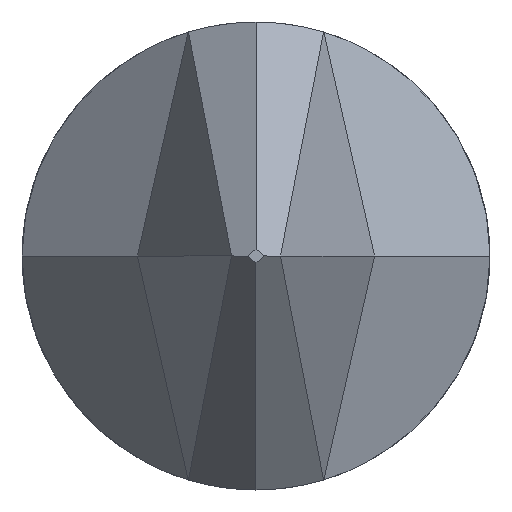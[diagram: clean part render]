
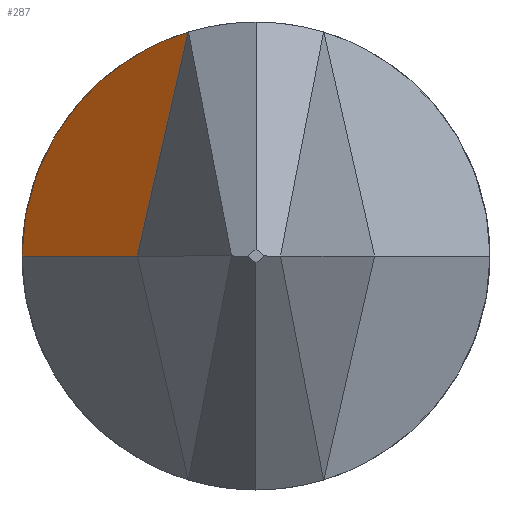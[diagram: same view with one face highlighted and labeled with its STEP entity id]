
A CAD part, left-side view. The second image highlights one B-rep face of the part: STEP entity #287.
In plain terms, the highlighted planar face has unit normal (-0.683, 0.683, 0.259).
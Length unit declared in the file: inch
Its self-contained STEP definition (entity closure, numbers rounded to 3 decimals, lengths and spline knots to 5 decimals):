
#24 = EDGE_CURVE ( 'NONE', #1714, #1099, #690, .T. ) ;
#129 = AXIS2_PLACEMENT_3D ( 'NONE', #1425, #1508, #1509 ) ;
#183 = CARTESIAN_POINT ( 'NONE',  ( -0.278, 0.01575, 0. ) ) ;
#194 = EDGE_CURVE ( 'NONE', #1099, #1394, #1446, .T. ) ;
#262 = CARTESIAN_POINT ( 'NONE',  ( -0.25726, 0.0311, 0.01423 ) ) ;
#287 = ADVANCED_FACE ( 'NONE', ( #1740 ), #1383, .F. ) ;
#333 = CARTESIAN_POINT ( 'NONE',  ( -0.26142, 0.02262, 0.02566 ) ) ;
#348 = CARTESIAN_POINT ( 'NONE',  ( -0.26265, 0.0311, 0. ) ) ;
#349 = CARTESIAN_POINT ( 'NONE',  ( -0.27348, 0.00899, 0.02977 ) ) ;
#354 = CARTESIAN_POINT ( 'NONE',  ( -0.27348, 0.00899, 0.02977 ) ) ;
#385 = CARTESIAN_POINT ( 'NONE',  ( -0.26265, 0.0311, 0. ) ) ;
#669 = EDGE_CURVE ( 'NONE', #1394, #1714, #756, .T. ) ;
#690 =( BOUNDED_CURVE ( )  B_SPLINE_CURVE ( 3, ( #348, #262, #333, #349 ),
 .UNSPECIFIED., .F., .F. ) 
 B_SPLINE_CURVE_WITH_KNOTS ( ( 4, 4 ),
 ( 5.92097, 7.19844 ),
 .UNSPECIFIED. ) 
 CURVE ( )  GEOMETRIC_REPRESENTATION_ITEM ( )  RATIONAL_B_SPLINE_CURVE ( ( 1., 0.869, 0.869, 1. ) ) 
 REPRESENTATION_ITEM ( '' )  );
#722 = VECTOR ( 'NONE', #1473, 39.37008 ) ;
#756 = LINE ( 'NONE', #1456, #722 ) ;
#795 = CARTESIAN_POINT ( 'NONE',  ( -0.278, 0.01575, 0. ) ) ;
#797 = DIRECTION ( 'NONE',  ( -0.146, 0.219, -0.965 ) ) ;
#812 = EDGE_LOOP ( 'NONE', ( #1424, #1236, #1022 ) ) ;
#1022 = ORIENTED_EDGE ( 'NONE', *, *, #24, .F. ) ;
#1099 = VERTEX_POINT ( 'NONE', #354 ) ;
#1236 = ORIENTED_EDGE ( 'NONE', *, *, #194, .F. ) ;
#1383 = PLANE ( 'NONE',  #129 ) ;
#1394 = VERTEX_POINT ( 'NONE', #183 ) ;
#1424 = ORIENTED_EDGE ( 'NONE', *, *, #669, .F. ) ;
#1425 = CARTESIAN_POINT ( 'NONE',  ( -0.278, 0.01575, 0. ) ) ;
#1446 = LINE ( 'NONE', #795, #1745 ) ;
#1456 = CARTESIAN_POINT ( 'NONE',  ( -0.278, 0.01575, 0. ) ) ;
#1473 = DIRECTION ( 'NONE',  ( 0.707, 0.707, 0. ) ) ;
#1508 = DIRECTION ( 'NONE',  ( 0.683, -0.683, -0.259 ) ) ;
#1509 = DIRECTION ( 'NONE',  ( 0.707, 0.707, 0. ) ) ;
#1714 = VERTEX_POINT ( 'NONE', #385 ) ;
#1740 = FACE_OUTER_BOUND ( 'NONE', #812, .T. ) ;
#1745 = VECTOR ( 'NONE', #797, 39.37008 ) ;
